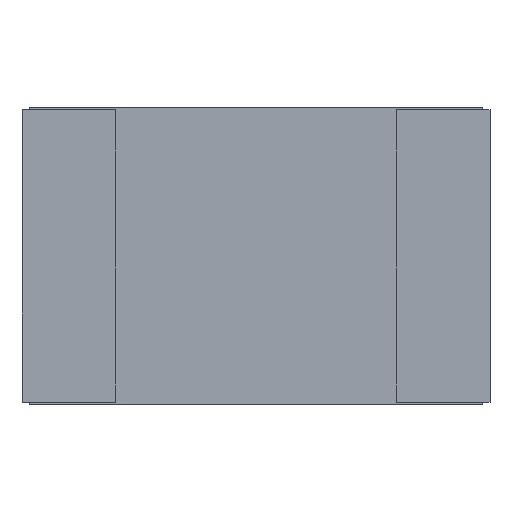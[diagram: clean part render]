
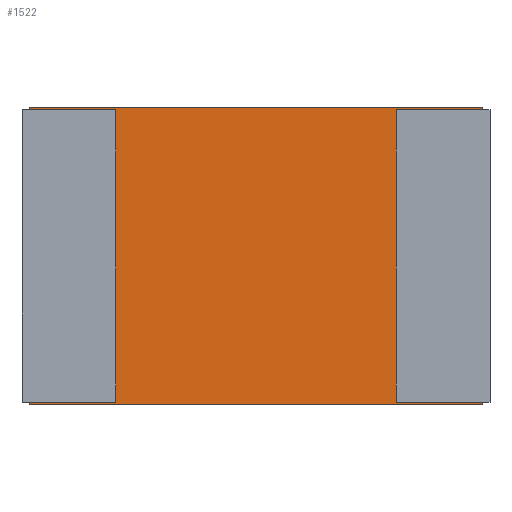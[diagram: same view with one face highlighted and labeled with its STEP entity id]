
A CAD part, top view. The second image highlights one B-rep face of the part: STEP entity #1522.
In plain terms, the highlighted planar face has unit normal (0, 0, 1).
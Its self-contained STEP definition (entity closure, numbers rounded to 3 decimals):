
#1208 = VERTEX_POINT('',#1209);
#1209 = CARTESIAN_POINT('',(-0.97,-0.635,0.41));
#1216 = PLANE('',#1217);
#1217 = AXIS2_PLACEMENT_3D('',#1218,#1219,#1220);
#1218 = CARTESIAN_POINT('',(-0.97,-0.635,0.01));
#1219 = DIRECTION('',(1.,0.,0.));
#1220 = DIRECTION('',(0.,0.,1.));
#1228 = PLANE('',#1229);
#1229 = AXIS2_PLACEMENT_3D('',#1230,#1231,#1232);
#1230 = CARTESIAN_POINT('',(-0.97,-0.635,0.01));
#1231 = DIRECTION('',(0.,1.,0.));
#1232 = DIRECTION('',(0.,0.,1.));
#1269 = VERTEX_POINT('',#1270);
#1270 = CARTESIAN_POINT('',(-0.97,0.635,0.41));
#1284 = PLANE('',#1285);
#1285 = AXIS2_PLACEMENT_3D('',#1286,#1287,#1288);
#1286 = CARTESIAN_POINT('',(-0.97,0.635,0.01));
#1287 = DIRECTION('',(0.,1.,0.));
#1288 = DIRECTION('',(0.,0.,1.));
#1296 = EDGE_CURVE('',#1208,#1269,#1297,.T.);
#1297 = SURFACE_CURVE('',#1298,(#1302,#1309),.PCURVE_S1.);
#1298 = LINE('',#1299,#1300);
#1299 = CARTESIAN_POINT('',(-0.97,-0.635,0.41));
#1300 = VECTOR('',#1301,1.);
#1301 = DIRECTION('',(0.,1.,0.));
#1302 = PCURVE('',#1216,#1303);
#1303 = DEFINITIONAL_REPRESENTATION('',(#1304),#1308);
#1304 = LINE('',#1305,#1306);
#1305 = CARTESIAN_POINT('',(0.4,0.));
#1306 = VECTOR('',#1307,1.);
#1307 = DIRECTION('',(0.,-1.));
#1308 = ( GEOMETRIC_REPRESENTATION_CONTEXT(2) 
PARAMETRIC_REPRESENTATION_CONTEXT() REPRESENTATION_CONTEXT('2D SPACE',''
  ) );
#1309 = PCURVE('',#1310,#1315);
#1310 = PLANE('',#1311);
#1311 = AXIS2_PLACEMENT_3D('',#1312,#1313,#1314);
#1312 = CARTESIAN_POINT('',(-0.97,-0.635,0.41));
#1313 = DIRECTION('',(0.,0.,1.));
#1314 = DIRECTION('',(1.,0.,0.));
#1315 = DEFINITIONAL_REPRESENTATION('',(#1316),#1320);
#1316 = LINE('',#1317,#1318);
#1317 = CARTESIAN_POINT('',(0.,0.));
#1318 = VECTOR('',#1319,1.);
#1319 = DIRECTION('',(0.,1.));
#1320 = ( GEOMETRIC_REPRESENTATION_CONTEXT(2) 
PARAMETRIC_REPRESENTATION_CONTEXT() REPRESENTATION_CONTEXT('2D SPACE',''
  ) );
#1328 = VERTEX_POINT('',#1329);
#1329 = CARTESIAN_POINT('',(0.97,-0.635,0.41));
#1336 = PLANE('',#1337);
#1337 = AXIS2_PLACEMENT_3D('',#1338,#1339,#1340);
#1338 = CARTESIAN_POINT('',(0.97,-0.635,0.01));
#1339 = DIRECTION('',(1.,0.,0.));
#1340 = DIRECTION('',(0.,0.,1.));
#1379 = VERTEX_POINT('',#1380);
#1380 = CARTESIAN_POINT('',(0.97,0.635,0.41));
#1401 = EDGE_CURVE('',#1328,#1379,#1402,.T.);
#1402 = SURFACE_CURVE('',#1403,(#1407,#1414),.PCURVE_S1.);
#1403 = LINE('',#1404,#1405);
#1404 = CARTESIAN_POINT('',(0.97,-0.635,0.41));
#1405 = VECTOR('',#1406,1.);
#1406 = DIRECTION('',(0.,1.,0.));
#1407 = PCURVE('',#1336,#1408);
#1408 = DEFINITIONAL_REPRESENTATION('',(#1409),#1413);
#1409 = LINE('',#1410,#1411);
#1410 = CARTESIAN_POINT('',(0.4,0.));
#1411 = VECTOR('',#1412,1.);
#1412 = DIRECTION('',(0.,-1.));
#1413 = ( GEOMETRIC_REPRESENTATION_CONTEXT(2) 
PARAMETRIC_REPRESENTATION_CONTEXT() REPRESENTATION_CONTEXT('2D SPACE',''
  ) );
#1414 = PCURVE('',#1310,#1415);
#1415 = DEFINITIONAL_REPRESENTATION('',(#1416),#1420);
#1416 = LINE('',#1417,#1418);
#1417 = CARTESIAN_POINT('',(1.94,0.));
#1418 = VECTOR('',#1419,1.);
#1419 = DIRECTION('',(0.,1.));
#1420 = ( GEOMETRIC_REPRESENTATION_CONTEXT(2) 
PARAMETRIC_REPRESENTATION_CONTEXT() REPRESENTATION_CONTEXT('2D SPACE',''
  ) );
#1447 = EDGE_CURVE('',#1208,#1328,#1448,.T.);
#1448 = SURFACE_CURVE('',#1449,(#1453,#1460),.PCURVE_S1.);
#1449 = LINE('',#1450,#1451);
#1450 = CARTESIAN_POINT('',(-0.97,-0.635,0.41));
#1451 = VECTOR('',#1452,1.);
#1452 = DIRECTION('',(1.,0.,0.));
#1453 = PCURVE('',#1228,#1454);
#1454 = DEFINITIONAL_REPRESENTATION('',(#1455),#1459);
#1455 = LINE('',#1456,#1457);
#1456 = CARTESIAN_POINT('',(0.4,0.));
#1457 = VECTOR('',#1458,1.);
#1458 = DIRECTION('',(0.,1.));
#1459 = ( GEOMETRIC_REPRESENTATION_CONTEXT(2) 
PARAMETRIC_REPRESENTATION_CONTEXT() REPRESENTATION_CONTEXT('2D SPACE',''
  ) );
#1460 = PCURVE('',#1310,#1461);
#1461 = DEFINITIONAL_REPRESENTATION('',(#1462),#1466);
#1462 = LINE('',#1463,#1464);
#1463 = CARTESIAN_POINT('',(0.,0.));
#1464 = VECTOR('',#1465,1.);
#1465 = DIRECTION('',(1.,0.));
#1466 = ( GEOMETRIC_REPRESENTATION_CONTEXT(2) 
PARAMETRIC_REPRESENTATION_CONTEXT() REPRESENTATION_CONTEXT('2D SPACE',''
  ) );
#1494 = EDGE_CURVE('',#1269,#1379,#1495,.T.);
#1495 = SURFACE_CURVE('',#1496,(#1500,#1507),.PCURVE_S1.);
#1496 = LINE('',#1497,#1498);
#1497 = CARTESIAN_POINT('',(-0.97,0.635,0.41));
#1498 = VECTOR('',#1499,1.);
#1499 = DIRECTION('',(1.,0.,0.));
#1500 = PCURVE('',#1284,#1501);
#1501 = DEFINITIONAL_REPRESENTATION('',(#1502),#1506);
#1502 = LINE('',#1503,#1504);
#1503 = CARTESIAN_POINT('',(0.4,0.));
#1504 = VECTOR('',#1505,1.);
#1505 = DIRECTION('',(0.,1.));
#1506 = ( GEOMETRIC_REPRESENTATION_CONTEXT(2) 
PARAMETRIC_REPRESENTATION_CONTEXT() REPRESENTATION_CONTEXT('2D SPACE',''
  ) );
#1507 = PCURVE('',#1310,#1508);
#1508 = DEFINITIONAL_REPRESENTATION('',(#1509),#1513);
#1509 = LINE('',#1510,#1511);
#1510 = CARTESIAN_POINT('',(0.,1.27));
#1511 = VECTOR('',#1512,1.);
#1512 = DIRECTION('',(1.,0.));
#1513 = ( GEOMETRIC_REPRESENTATION_CONTEXT(2) 
PARAMETRIC_REPRESENTATION_CONTEXT() REPRESENTATION_CONTEXT('2D SPACE',''
  ) );
#1522 = ADVANCED_FACE('',(#1523),#1310,.T.);
#1523 = FACE_BOUND('',#1524,.T.);
#1524 = EDGE_LOOP('',(#1525,#1526,#1527,#1528));
#1525 = ORIENTED_EDGE('',*,*,#1296,.F.);
#1526 = ORIENTED_EDGE('',*,*,#1447,.T.);
#1527 = ORIENTED_EDGE('',*,*,#1401,.T.);
#1528 = ORIENTED_EDGE('',*,*,#1494,.F.);
